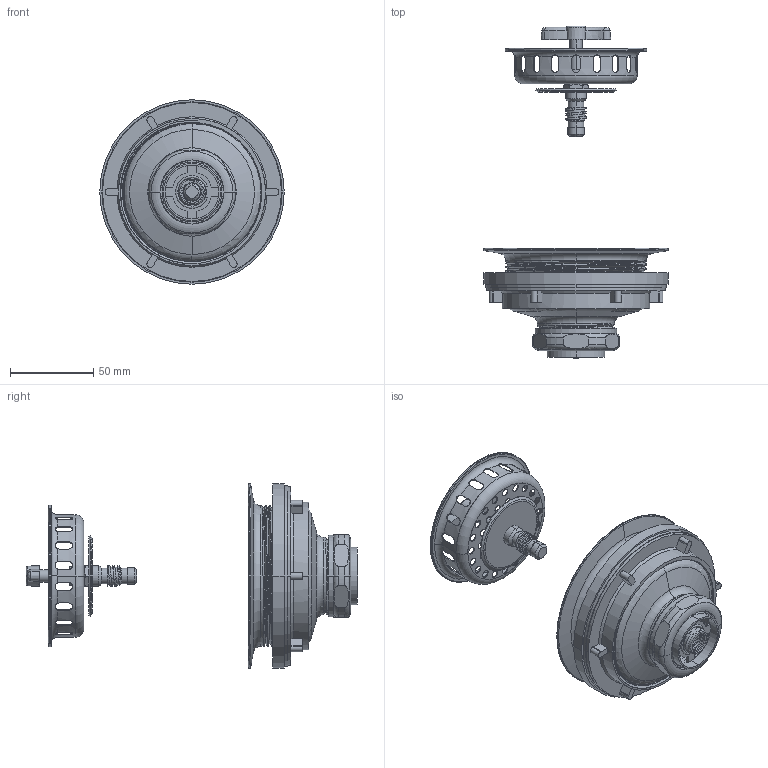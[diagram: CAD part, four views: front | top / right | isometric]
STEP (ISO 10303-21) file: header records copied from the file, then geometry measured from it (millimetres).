
FILE_DESCRIPTION((''),'2;1');
FILE_NAME('120_ASM','2021-10-25T08:53:13',('rsmith'),(''),'CREO PARAMETRIC BY PTC INC, 2018400','CREO PARAMETRIC BY PTC INC, 2018400','');
FILE_SCHEMA(('AUTOMOTIVE_DESIGN { 1 0 10303 214 1 1 1 1 }'));
Length unit declared in the file: inch
Products named in the file (16): 51021; 51020; 51014; 20-303_ASM; 51019; 51015; 51016; 51017; 51039; 92865; 91714; 91716; 51022; 91715; 51018; 120_ASM
Assembly tree (15 placements, depth 3):
  120_ASM
    20-303_ASM
      51021
      51020
      51014
    51019
    51015
    51016
    51017
    51039
    92865
    91714
    91716
    51022
    91715
    51018
Bounding box: 111.05 x 199.92 x 111.05 mm (x, y, z)
Volume: 91028.4 mm3; surface area: 117173.7 mm2
Topology: 14 solids, 14 shells, 685 faces, 1836 edges, 1179 vertices
Faces by surface type: cylinder 347, plane 156, bspline 66, cone 61, torus 55
Entity records: 47614 total; most frequent: CARTESIAN_POINT 24459, ORIENTED_EDGE 3672, DIRECTION 3323, EDGE_CURVE 1836, PRESENTATION_STYLE_ASSIGNMENT 1669, STYLED_ITEM 1669, CURVE_STYLE 1616, AXIS2_PLACEMENT_3D 1309
